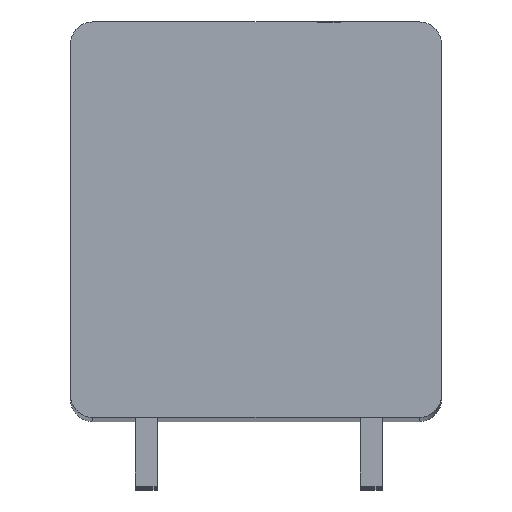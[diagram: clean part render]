
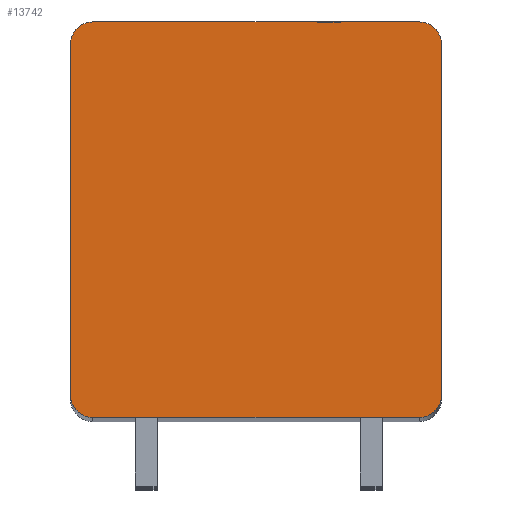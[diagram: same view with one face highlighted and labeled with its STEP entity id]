
A CAD part, top view. The second image highlights one B-rep face of the part: STEP entity #13742.
In plain terms, the highlighted planar face has unit normal (0, 0, 1).
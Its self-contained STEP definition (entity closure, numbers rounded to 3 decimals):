
#2345=CARTESIAN_POINT('',(-5.95,6.4,2.5));
#2346=DIRECTION('',(0.,0.,1.));
#2347=DIRECTION('',(0.,1.,0.));
#2348=AXIS2_PLACEMENT_3D('',#2345,#2346,#2347);
#2350=DIRECTION('',(-1.,0.,0.));
#2351=VECTOR('',#2350,11.9);
#2352=CARTESIAN_POINT('',(5.95,7.2,2.5));
#2353=LINE('',#2352,#2351);
#2354=CARTESIAN_POINT('',(5.95,6.4,2.5));
#2355=DIRECTION('',(0.,0.,1.));
#2356=DIRECTION('',(1.,0.,0.));
#2357=AXIS2_PLACEMENT_3D('',#2354,#2355,#2356);
#2359=DIRECTION('',(0.,1.,0.));
#2360=VECTOR('',#2359,12.8);
#2361=CARTESIAN_POINT('',(6.75,-6.4,2.5));
#2362=LINE('',#2361,#2360);
#2363=CARTESIAN_POINT('',(5.95,-6.4,2.5));
#2364=DIRECTION('',(0.,0.,1.));
#2365=DIRECTION('',(0.,-1.,0.));
#2366=AXIS2_PLACEMENT_3D('',#2363,#2364,#2365);
#2368=DIRECTION('',(1.,0.,0.));
#2369=VECTOR('',#2368,11.9);
#2370=CARTESIAN_POINT('',(-5.95,-7.2,2.5));
#2371=LINE('',#2370,#2369);
#2372=CARTESIAN_POINT('',(-5.95,-6.4,2.5));
#2373=DIRECTION('',(0.,0.,1.));
#2374=DIRECTION('',(-1.,0.,0.));
#2375=AXIS2_PLACEMENT_3D('',#2372,#2373,#2374);
#2377=DIRECTION('',(0.,-1.,0.));
#2378=VECTOR('',#2377,12.8);
#2379=CARTESIAN_POINT('',(-6.75,6.4,2.5));
#2380=LINE('',#2379,#2378);
#9847=CARTESIAN_POINT('',(-5.95,7.2,2.5));
#9848=VERTEX_POINT('',#9847);
#9849=CARTESIAN_POINT('',(-6.75,6.4,2.5));
#9850=VERTEX_POINT('',#9849);
#9855=CARTESIAN_POINT('',(6.75,6.4,2.5));
#9856=VERTEX_POINT('',#9855);
#9857=CARTESIAN_POINT('',(5.95,7.2,2.5));
#9858=VERTEX_POINT('',#9857);
#9863=CARTESIAN_POINT('',(-6.75,-6.4,2.5));
#9864=VERTEX_POINT('',#9863);
#9865=CARTESIAN_POINT('',(-5.95,-7.2,2.5));
#9866=VERTEX_POINT('',#9865);
#9871=CARTESIAN_POINT('',(5.95,-7.2,2.5));
#9872=VERTEX_POINT('',#9871);
#9873=CARTESIAN_POINT('',(6.75,-6.4,2.5));
#9874=VERTEX_POINT('',#9873);
#13727=CARTESIAN_POINT('',(0.,0.,2.5));
#13728=DIRECTION('',(0.,0.,1.));
#13729=DIRECTION('',(1.,0.,0.));
#13730=AXIS2_PLACEMENT_3D('',#13727,#13728,#13729);
#13731=PLANE('',#13730);
#13732=ORIENTED_EDGE('',*,*,#12365,.F.);
#13733=ORIENTED_EDGE('',*,*,#12381,.F.);
#13734=ORIENTED_EDGE('',*,*,#12802,.F.);
#13735=ORIENTED_EDGE('',*,*,#12817,.F.);
#13736=ORIENTED_EDGE('',*,*,#13170,.F.);
#13737=ORIENTED_EDGE('',*,*,#13183,.F.);
#13738=ORIENTED_EDGE('',*,*,#13538,.F.);
#13739=ORIENTED_EDGE('',*,*,#13550,.F.);
#13740=EDGE_LOOP('',(#13732,#13733,#13734,#13735,#13736,#13737,#13738,#13739));
#13741=FACE_OUTER_BOUND('',#13740,.F.);
#2349=CIRCLE('',#2348,0.8);
#2358=CIRCLE('',#2357,0.8);
#2367=CIRCLE('',#2366,0.8);
#2376=CIRCLE('',#2375,0.8);
#12365=EDGE_CURVE('',#9848,#9850,#2349,.T.);
#12381=EDGE_CURVE('',#9858,#9848,#2353,.T.);
#12802=EDGE_CURVE('',#9856,#9858,#2358,.T.);
#12817=EDGE_CURVE('',#9874,#9856,#2362,.T.);
#13170=EDGE_CURVE('',#9872,#9874,#2367,.T.);
#13183=EDGE_CURVE('',#9866,#9872,#2371,.T.);
#13538=EDGE_CURVE('',#9864,#9866,#2376,.T.);
#13550=EDGE_CURVE('',#9850,#9864,#2380,.T.);
#13742=ADVANCED_FACE('',(#13741),#13731,.T.);
